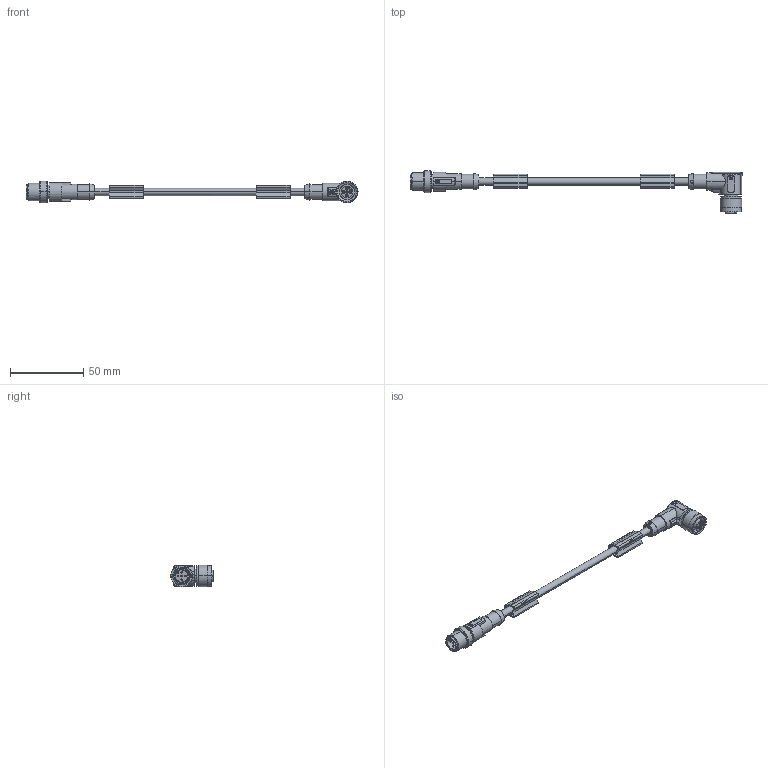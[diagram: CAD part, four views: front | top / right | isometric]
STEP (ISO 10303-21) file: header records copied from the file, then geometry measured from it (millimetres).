
FILE_DESCRIPTION(('SolidDesigner STEP Export'),'2;1');
FILE_NAME('1694648.stp','2011-12-05T11:04:35',(''),(''),'CoCreate Modeling STEP processor for AP214 (Solid Model)','CoCreate Modeling 16.00A 16-Aug-2008 (C) Parametric Technology GmbH','');
FILE_SCHEMA(('AUTOMOTIVE_DESIGN { 1 0 10303 214 1 1 1 1 }'));
Length unit declared in the file: millimetre
Products named in the file (2): 1694648
Assembly tree (1 placements, depth 2):
  1694648
    1694648
Bounding box: 226.05 x 28.9 x 14.8 mm (x, y, z)
Volume: 14242.3 mm3; surface area: 10776.8 mm2
Topology: 1 solids, 1 shells, 466 faces, 1245 edges, 821 vertices
Faces by surface type: cylinder 181, plane 161, extrusion 54, cone 53, bspline 17
Entity records: 22425 total; most frequent: CARTESIAN_POINT 8866, ORIENTED_EDGE 2490, DIRECTION 1782, EDGE_CURVE 1245, VERTEX_POINT 821, VECTOR 620, AXIS2_PLACEMENT_3D 581, LINE 566
